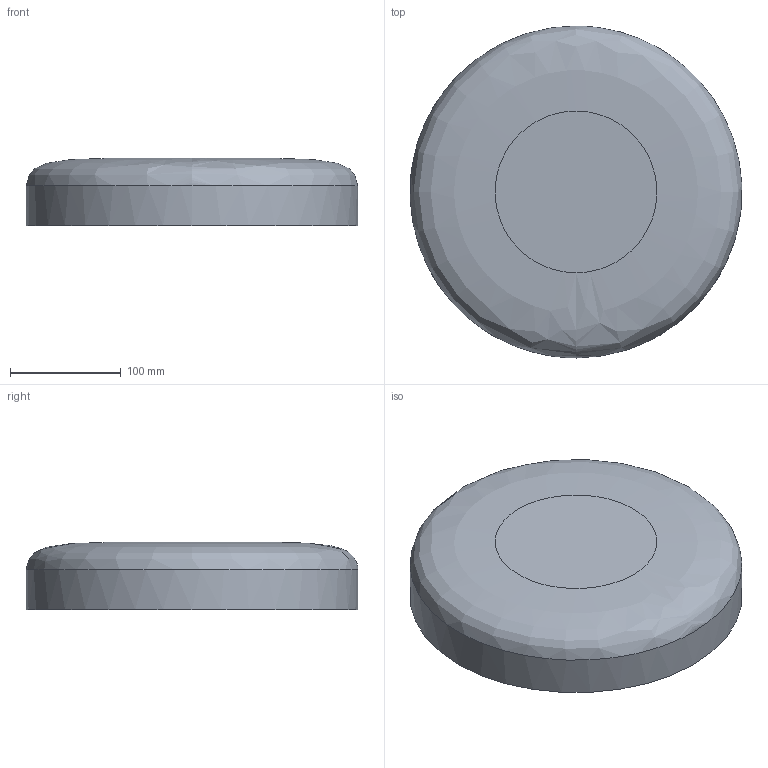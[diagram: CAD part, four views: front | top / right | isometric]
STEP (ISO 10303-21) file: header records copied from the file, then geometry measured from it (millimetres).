
FILE_DESCRIPTION (( 'STEP AP214' ), '1' );
FILE_NAME ('LEDVANCE_Surface_Compact_IK10.STEP', '2022-01-28T06:53:32', ( '' ), ( '' ), 'SwSTEP 2.0', 'SolidWorks 2020', '' );
FILE_SCHEMA (( 'AUTOMOTIVE_DESIGN' ));
Length unit declared in the file: millimetre
Products named in the file (1): LEDVANCE_Surface_Compact_IK10
Bounding box: 300 x 300 x 61 mm (x, y, z)
Volume: 4096238.9 mm3; surface area: 186024.4 mm2
Topology: 1 solids, 1 shells, 4 faces, 7 edges, 5 vertices
Faces by surface type: plane 2, bspline 1, cylinder 1
Full cylindrical faces by diameter (mm): 300 x1
Entity records: 191 total; most frequent: CARTESIAN_POINT 96, ORIENTED_EDGE 10, DIRECTION 10, FACE_OUTER_BOUND 6, EDGE_LOOP 6, VERTEX_POINT 5, AXIS2_PLACEMENT_3D 5, EDGE_CURVE 5
